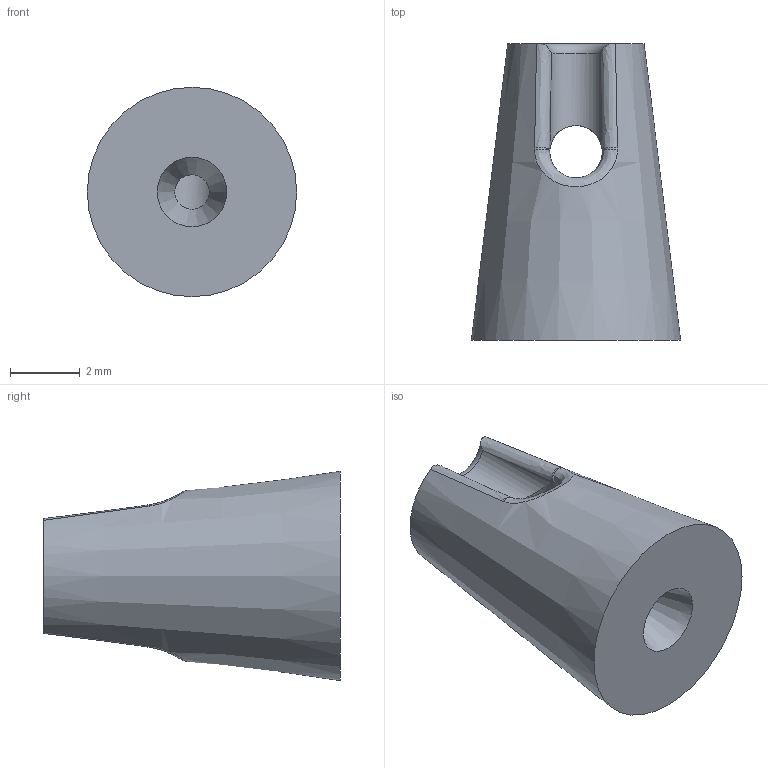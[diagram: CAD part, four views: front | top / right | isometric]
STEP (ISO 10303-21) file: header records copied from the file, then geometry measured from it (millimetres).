
FILE_DESCRIPTION(/* description */ (''),/* implementation_level */ '2;1');
FILE_NAME(/* name */ 'UTSATipCone1 v3.step',/* time_stamp */ '2025-09-27T17:06:09-04:00',/* author */ (''),/* organization */ (''),/* preprocessor_version */ 'ST-DEVELOPER v20.1',/* originating_system */ 'Autodesk Translation Framework v14.10.0.0',/* authorisation */ '');
FILE_SCHEMA (('AUTOMOTIVE_DESIGN { 1 0 10303 214 3 1 1 }'));
Length unit declared in the file: millimetre
Products named in the file (1): UTSATipCone1
Bounding box: 6 x 8.5 x 6 mm (x, y, z)
Volume: 145.6 mm3; surface area: 200.9 mm2
Topology: 1 solids, 1 shells, 24 faces, 67 edges, 43 vertices
Faces by surface type: bspline 10, plane 6, cylinder 4, cone 2, torus 2
Full cylindrical faces by diameter (mm): 0.99 x1, 1.5 x1
Entity records: 1781 total; most frequent: CARTESIAN_POINT 1222, ORIENTED_EDGE 134, DIRECTION 70, EDGE_CURVE 67, VERTEX_POINT 43, B_SPLINE_CURVE_WITH_KNOTS 41, AXIS2_PLACEMENT_3D 29, EDGE_LOOP 26
